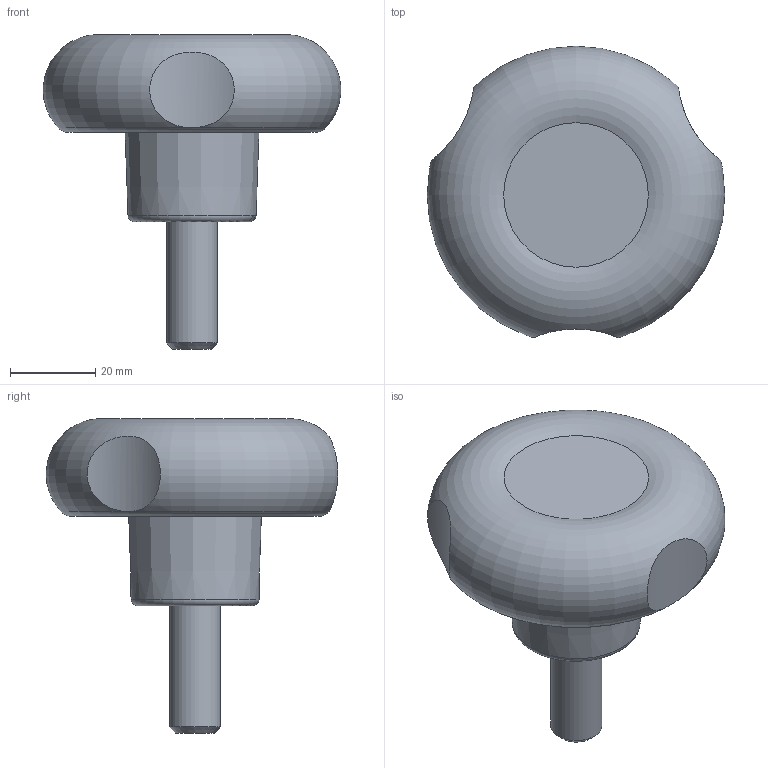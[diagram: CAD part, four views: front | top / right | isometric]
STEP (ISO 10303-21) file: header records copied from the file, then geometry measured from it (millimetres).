
FILE_DESCRIPTION( ( 'Unknown' ), '1' );
FILE_NAME( '6391460_VTP70_M12x30.stp', 'Unknown', ( 'Unknown' ), ( 'Unknown' ), 'PSStep 11.0', 'Unknown', ' ' );
FILE_SCHEMA( ( 'AUTOMOTIVE_DESIGN { 1 0 10303 214 1 1 1 1 }' ) );
Length unit declared in the file: millimetre
Products named in the file (1): 6391460
Bounding box: 69.97 x 68.55 x 73.98 mm (x, y, z)
Volume: 82291.4 mm3; surface area: 16766.1 mm2
Topology: 1 solids, 2 shells, 47 faces, 123 edges, 76 vertices
Faces by surface type: cylinder 22, plane 17, torus 5, cone 3
Full cylindrical faces by diameter (mm): 12 x1, 14 x1, 50 x1
Entity records: 2306 total; most frequent: CARTESIAN_POINT 835, DIRECTION 218, ORIENTED_EDGE 216, EDGE_CURVE 108, AXIS2_PLACEMENT_3D 89, VERTEX_POINT 72, EDGE_LOOP 64, FACE_OUTER_BOUND 55
